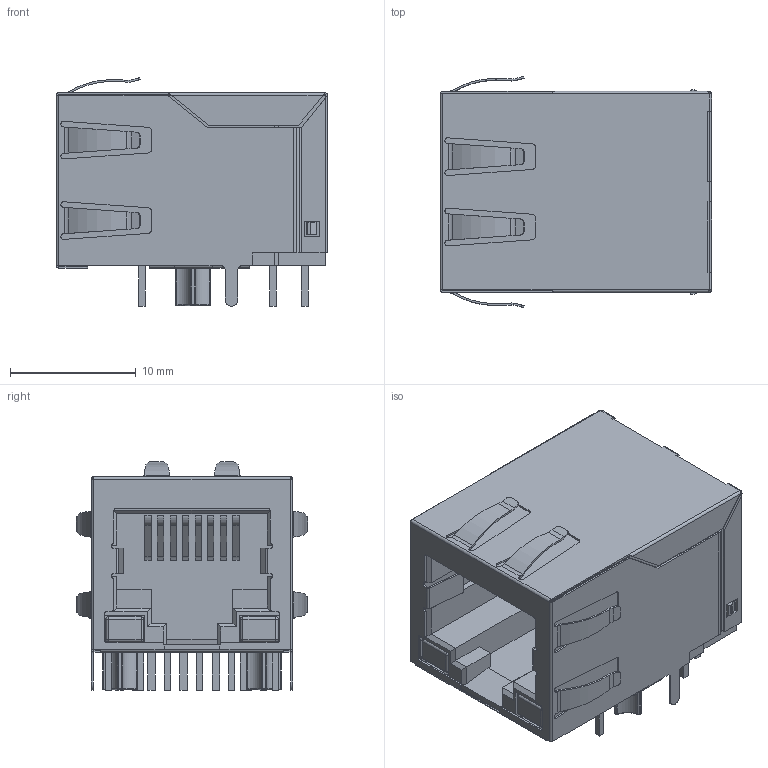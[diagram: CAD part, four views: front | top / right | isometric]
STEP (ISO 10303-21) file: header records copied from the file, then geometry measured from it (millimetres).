
FILE_DESCRIPTION((''),'2;1');
FILE_NAME('RJ45-TH_HY931147C','2022-12-01T10:25:06',('win'),(''),'CREO PARAMETRIC BY PTC INC, 2020033','CREO PARAMETRIC BY PTC INC, 2020033','');
FILE_SCHEMA(('AUTOMOTIVE_DESIGN { 1 0 10303 214 1 1 1 1 }'));
Length unit declared in the file: millimetre
Products named in the file (1): RJ45-TH_HY931147C
Bounding box: 21.61 x 18.39 x 18.2 mm (x, y, z)
Volume: 3340 mm3; surface area: 5393.9 mm2
Topology: 2 solids, 2 shells, 919 faces, 2551 edges, 1650 vertices
Faces by surface type: plane 560, cylinder 246, extrusion 73, sphere 24, torus 16
Entity records: 35394 total; most frequent: CARTESIAN_POINT 6433, ORIENTED_EDGE 5102, DIRECTION 4466, EDGE_CURVE 2551, VECTOR 1938, LINE 1865, VERTEX_POINT 1650, AXIS2_PLACEMENT_3D 1264
